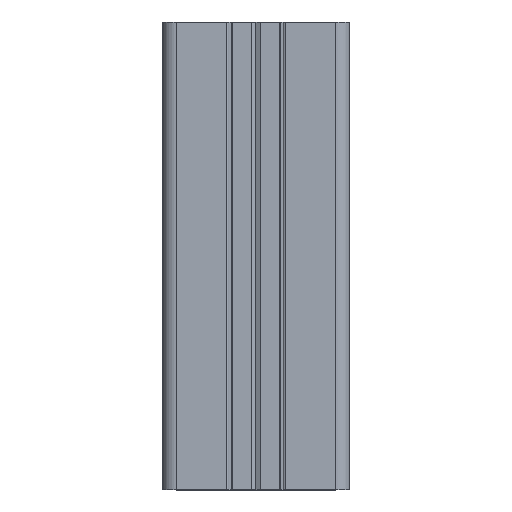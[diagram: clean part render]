
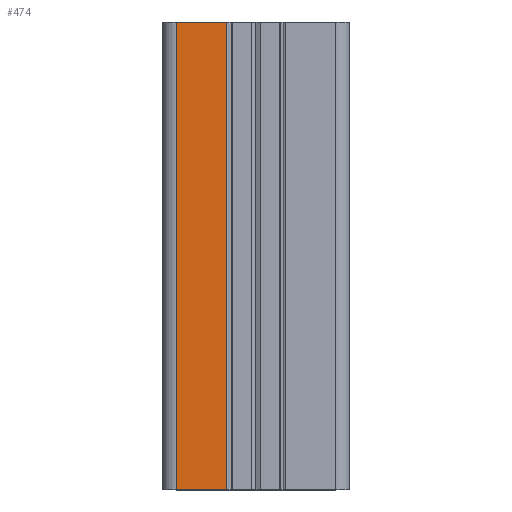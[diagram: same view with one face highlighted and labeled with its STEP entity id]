
A CAD part, top view. The second image highlights one B-rep face of the part: STEP entity #474.
In plain terms, the highlighted planar face has unit normal (0, 0, 1).
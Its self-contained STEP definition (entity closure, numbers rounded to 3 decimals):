
#474 = ADVANCED_FACE( '', ( #980 ), #981, .T. );
#980 = FACE_OUTER_BOUND( '', #1503, .T. );
#981 = PLANE( '', #1504 );
#1503 = EDGE_LOOP( '', ( #3037, #3038, #3039, #3040 ) );
#1504 = AXIS2_PLACEMENT_3D( '', #3041, #3042, #3043 );
#3037 = ORIENTED_EDGE( '', *, *, #3751, .F. );
#3038 = ORIENTED_EDGE( '', *, *, #3599, .F. );
#3039 = ORIENTED_EDGE( '', *, *, #3345, .T. );
#3040 = ORIENTED_EDGE( '', *, *, #3581, .T. );
#3041 = CARTESIAN_POINT( '', ( -6.3, 100., 20. ) );
#3042 = DIRECTION( '', ( 0., 0., 1. ) );
#3043 = DIRECTION( '', ( 0., -1., 0. ) );
#3345 = EDGE_CURVE( '', #4088, #4089, #4090, .T. );
#3581 = EDGE_CURVE( '', #4089, #4488, #4491, .T. );
#3599 = EDGE_CURVE( '', #4088, #4513, #4516, .T. );
#3751 = EDGE_CURVE( '', #4513, #4488, #4722, .T. );
#4088 = VERTEX_POINT( '', #5145 );
#4089 = VERTEX_POINT( '', #5146 );
#4090 = LINE( '', #5147, #5148 );
#4488 = VERTEX_POINT( '', #5708 );
#4491 = LINE( '', #5711, #5712 );
#4513 = VERTEX_POINT( '', #5743 );
#4516 = LINE( '', #5747, #5748 );
#4722 = LINE( '', #6044, #6045 );
#5145 = CARTESIAN_POINT( '', ( -6.3, 100., 20. ) );
#5146 = CARTESIAN_POINT( '', ( -17., 100., 20. ) );
#5147 = CARTESIAN_POINT( '', ( -6.3, 100., 20. ) );
#5148 = VECTOR( '', #6440, 1000. );
#5708 = CARTESIAN_POINT( '', ( -17., 0., 20. ) );
#5711 = CARTESIAN_POINT( '', ( -17., 100., 20. ) );
#5712 = VECTOR( '', #6723, 1000. );
#5743 = CARTESIAN_POINT( '', ( -6.3, 0., 20. ) );
#5747 = CARTESIAN_POINT( '', ( -6.3, 100., 20. ) );
#5748 = VECTOR( '', #6740, 1000. );
#6044 = CARTESIAN_POINT( '', ( -6.3, 0., 20. ) );
#6045 = VECTOR( '', #6888, 1000. );
#6440 = DIRECTION( '', ( -1., 0., 0. ) );
#6723 = DIRECTION( '', ( 0., -1., 0. ) );
#6740 = DIRECTION( '', ( 0., -1., 0. ) );
#6888 = DIRECTION( '', ( -1., 0., 0. ) );
